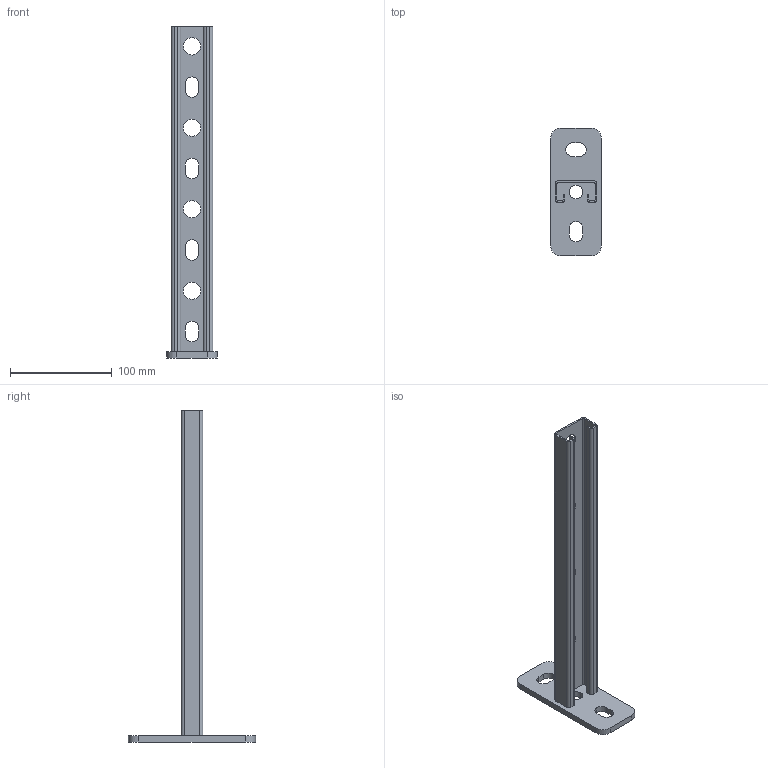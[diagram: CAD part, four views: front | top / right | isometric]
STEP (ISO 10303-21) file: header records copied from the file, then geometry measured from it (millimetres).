
FILE_DESCRIPTION(('STEP AP214'),'1');
FILE_NAME('cctmp_9A5E51B1-4E0A-4E7D-9D81-AE0B7251D9B7_2023_03_02_12_27_33_0246..stp','2023-03-02T11:27:33',('MÜPRO Services GmbH'),('CADClick - www.CADClick.com'),'Spatial InterOp 3D',' ','unknown authorization');
FILE_SCHEMA(('AUTOMOTIVE_DESIGN'));
Length unit declared in the file: millimetre
Products named in the file (3): cc_unnamed; 154213_1; 154213
Assembly tree (2 placements, depth 2):
  cc_unnamed
    154213_1
    154213
Bounding box: 50 x 125 x 326 mm (x, y, z)
Volume: 79421.9 mm3; surface area: 77371.2 mm2
Topology: 2 solids, 2 shells, 86 faces, 246 edges, 164 vertices
Faces by surface type: cylinder 50, plane 36
Entity records: 3662 total; most frequent: DIRECTION 524, CARTESIAN_POINT 499, ORIENTED_EDGE 492, EDGE_CURVE 246, AXIS2_PLACEMENT_3D 189, VERTEX_POINT 164, LINE 146, VECTOR 146
